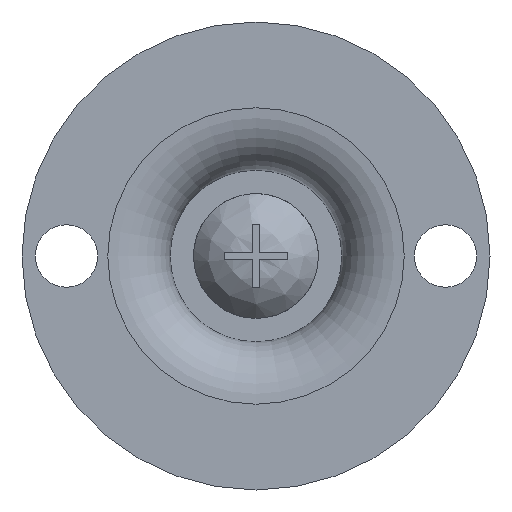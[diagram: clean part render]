
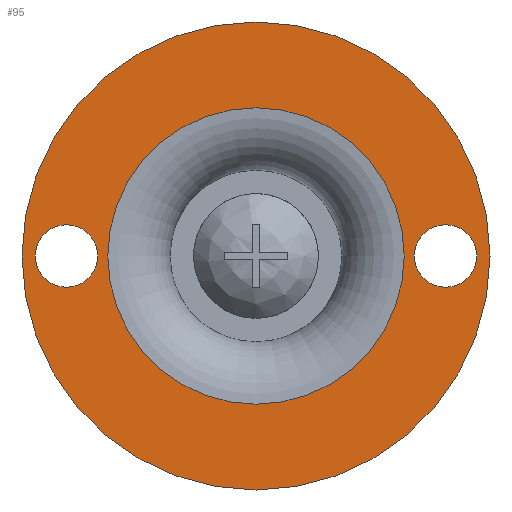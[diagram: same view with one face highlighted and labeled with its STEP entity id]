
A CAD part, front view. The second image highlights one B-rep face of the part: STEP entity #95.
In plain terms, the highlighted planar face has unit normal (0, -1, 0).
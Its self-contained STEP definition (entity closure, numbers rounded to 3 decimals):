
#95 = ADVANCED_FACE( '', ( #221, #222, #223, #224 ), #225, .F. );
#221 = FACE_BOUND( '', #388, .T. );
#222 = FACE_BOUND( '', #389, .T. );
#223 = FACE_OUTER_BOUND( '', #390, .T. );
#224 = FACE_BOUND( '', #391, .T. );
#225 = PLANE( '', #392 );
#388 = EDGE_LOOP( '', ( #640 ) );
#389 = EDGE_LOOP( '', ( #641 ) );
#390 = EDGE_LOOP( '', ( #642 ) );
#391 = EDGE_LOOP( '', ( #643 ) );
#392 = AXIS2_PLACEMENT_3D( '', #644, #645, #646 );
#640 = ORIENTED_EDGE( '', *, *, #972, .F. );
#641 = ORIENTED_EDGE( '', *, *, #949, .F. );
#642 = ORIENTED_EDGE( '', *, *, #959, .T. );
#643 = ORIENTED_EDGE( '', *, *, #973, .T. );
#644 = CARTESIAN_POINT( '', ( 15., 0., 0. ) );
#645 = DIRECTION( '', ( 0., 1., 0. ) );
#646 = DIRECTION( '', ( 0., 0., 1. ) );
#949 = EDGE_CURVE( '', #1115, #1115, #1116, .F. );
#959 = EDGE_CURVE( '', #1132, #1132, #1133, .T. );
#972 = EDGE_CURVE( '', #1152, #1152, #1153, .T. );
#973 = EDGE_CURVE( '', #1154, #1154, #1155, .T. );
#1115 = VERTEX_POINT( '', #1383 );
#1116 = CIRCLE( '', #1384, 2. );
#1132 = VERTEX_POINT( '', #1410 );
#1133 = CIRCLE( '', #1411, 15. );
#1152 = VERTEX_POINT( '', #1452 );
#1153 = CIRCLE( '', #1453, 9.5 );
#1154 = VERTEX_POINT( '', #1454 );
#1155 = CIRCLE( '', #1455, 2. );
#1383 = CARTESIAN_POINT( '', ( 12.15, 0., 2. ) );
#1384 = AXIS2_PLACEMENT_3D( '', #1680, #1681, #1682 );
#1410 = CARTESIAN_POINT( '', ( 0., 0., -15. ) );
#1411 = AXIS2_PLACEMENT_3D( '', #1692, #1693, #1694 );
#1452 = CARTESIAN_POINT( '', ( 0., 0., -9.5 ) );
#1453 = AXIS2_PLACEMENT_3D( '', #1700, #1701, #1702 );
#1454 = CARTESIAN_POINT( '', ( -10.15, 0., 0. ) );
#1455 = AXIS2_PLACEMENT_3D( '', #1703, #1704, #1705 );
#1680 = CARTESIAN_POINT( '', ( 12.15, 0., 0. ) );
#1681 = DIRECTION( '', ( 0., 1., 0. ) );
#1682 = DIRECTION( '', ( 0., 0., 1. ) );
#1692 = CARTESIAN_POINT( '', ( 0., 0., 0. ) );
#1693 = DIRECTION( '', ( 0., -1., 0. ) );
#1694 = DIRECTION( '', ( 0., 0., -1. ) );
#1700 = CARTESIAN_POINT( '', ( 0., 0., 0. ) );
#1701 = DIRECTION( '', ( 0., -1., 0. ) );
#1702 = DIRECTION( '', ( 0., 0., -1. ) );
#1703 = CARTESIAN_POINT( '', ( -12.15, 0., 0. ) );
#1704 = DIRECTION( '', ( 0., 1., 0. ) );
#1705 = DIRECTION( '', ( 1., 0., 0. ) );
